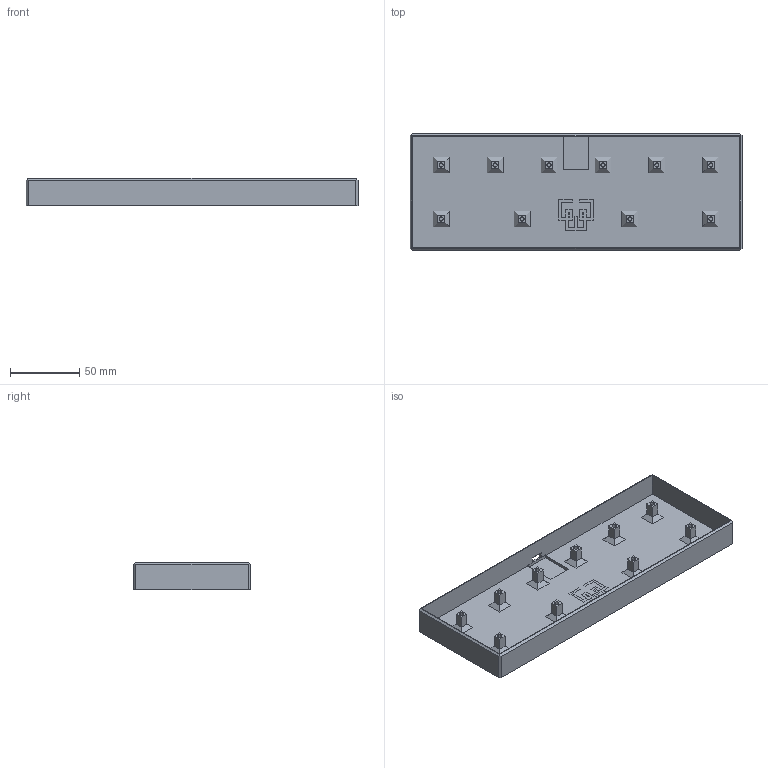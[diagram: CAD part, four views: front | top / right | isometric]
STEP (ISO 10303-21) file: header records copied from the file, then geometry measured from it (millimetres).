
FILE_DESCRIPTION(/* description */ (''),/* implementation_level */ '2;1');
FILE_NAME(/* name */ 'case.step',/* time_stamp */ '2025-05-14T06:28:25+02:00',/* author */ (''),/* organization */ (''),/* preprocessor_version */ 'ST-DEVELOPER v20.1',/* originating_system */ 'Autodesk Translation Framework v14.4.0.0',/* authorisation */ '');
FILE_SCHEMA (('AUTOMOTIVE_DESIGN { 1 0 10303 214 3 1 1 }'));
Length unit declared in the file: millimetre
Products named in the file (1): galaxy47
Bounding box: 240 x 84 x 20 mm (x, y, z)
Volume: 83173.2 mm3; surface area: 68337.4 mm2
Topology: 2 solids, 2 shells, 183 faces, 435 edges, 276 vertices
Faces by surface type: plane 173, cylinder 10
Full cylindrical faces by diameter (mm): 3 x10
Entity records: 5177 total; most frequent: CARTESIAN_POINT 895, ORIENTED_EDGE 870, DIRECTION 823, EDGE_CURVE 435, LINE 415, VECTOR 415, VERTEX_POINT 276, EDGE_LOOP 209
